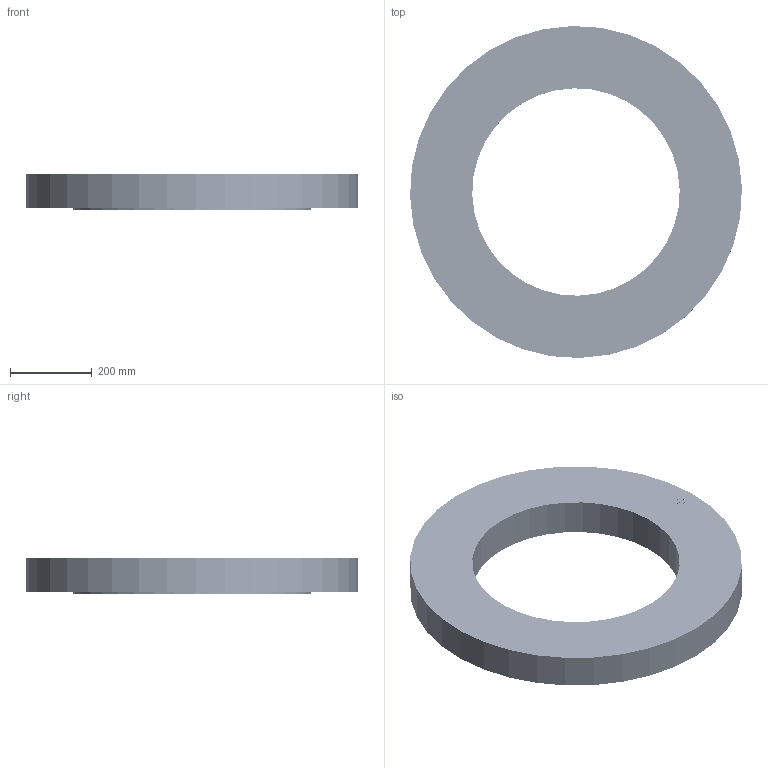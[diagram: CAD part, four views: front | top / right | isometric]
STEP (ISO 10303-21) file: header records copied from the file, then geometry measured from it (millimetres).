
FILE_DESCRIPTION(('3D STEP'),'2;1');
FILE_NAME('20-600-FB-RF-STUDOUT-FLANGE.stp','2013-11-24T23:57:15+00:00',('Texas Flange'),(''),'CATIA Version 5 Release 20 SP 6 (IN-10)','CATIA V5 STEP AP214','800-826-3801');
FILE_SCHEMA(('AUTOMOTIVE_DESIGN { 1 0 10303 214 1 1 1 1 }'));
Products named in the file (1): 20-600-FB-RF-STUDOUT-FLANGE
Bounding box: 812.57 x 812.57 x 88.9 mm (x, y, z)
Volume: 24528761.7 mm3; surface area: 1246945.5 mm2
Topology: 1 solids, 1 shells, 2794 faces, 8178 edges, 5380 vertices
Faces by surface type: bspline 1464, cylinder 794, plane 368, cone 120, revolution 48
Entity records: 157890 total; most frequent: CARTESIAN_POINT 100792, ORIENTED_EDGE 16260, EDGE_CURVE 8130, B_SPLINE_CURVE_WITH_KNOTS 5880, VERTEX_POINT 5380, DIRECTION 3252, EDGE_LOOP 2838, ADVANCED_FACE 2794
